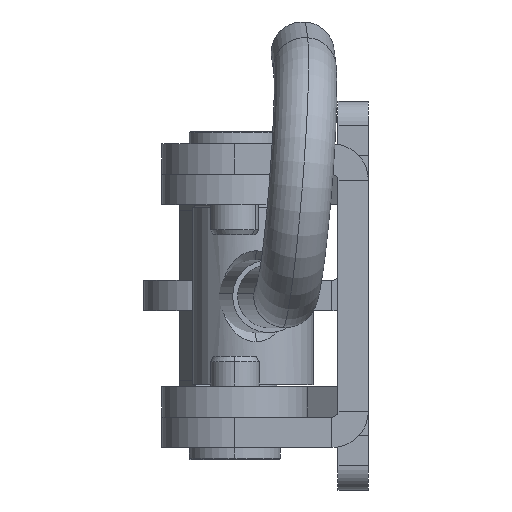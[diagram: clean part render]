
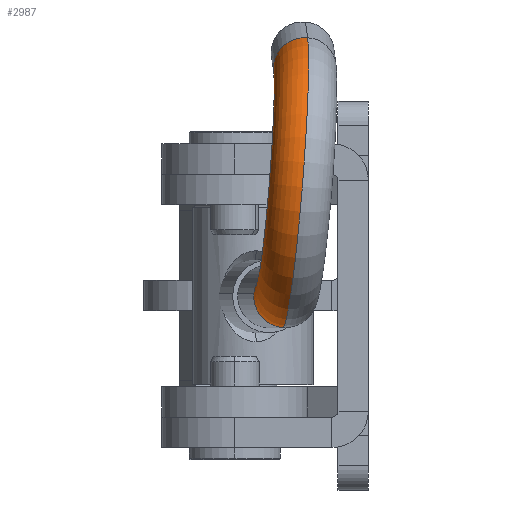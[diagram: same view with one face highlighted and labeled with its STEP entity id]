
A CAD part, left-side view. The second image highlights one B-rep face of the part: STEP entity #2987.
In plain terms, the highlighted toroidal (fillet/blend) face has major radius 9.59 mm and minor radius 2.59 mm.
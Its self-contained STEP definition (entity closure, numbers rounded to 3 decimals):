
#104 = EDGE_LOOP ( 'NONE', ( #3730, #2977, #1570, #2301, #229 ) ) ;
#229 = ORIENTED_EDGE ( 'NONE', *, *, #3315, .T. ) ;
#255 = EDGE_CURVE ( 'NONE', #1034, #1482, #3136, .T. ) ;
#315 = CARTESIAN_POINT ( 'NONE',  ( -18.853, 60.482, 0. ) ) ;
#503 = CIRCLE ( 'NONE', #4115, 2.59 ) ;
#557 = DIRECTION ( 'NONE',  ( 0., 0., 1. ) ) ;
#602 = AXIS2_PLACEMENT_3D ( 'NONE', #2336, #2320, #2302 ) ;
#686 = CARTESIAN_POINT ( 'NONE',  ( 0., 58., 0. ) ) ;
#797 = CIRCLE ( 'NONE', #4071, 2.59 ) ;
#890 = CARTESIAN_POINT ( 'NONE',  ( -9.59, 58., 0. ) ) ;
#922 = EDGE_CURVE ( 'NONE', #3997, #1482, #797, .T. ) ;
#1034 = VERTEX_POINT ( 'NONE', #1817 ) ;
#1141 = CARTESIAN_POINT ( 'NONE',  ( -16.351, 59.812, 0. ) ) ;
#1157 = VERTEX_POINT ( 'NONE', #1986 ) ;
#1255 = CARTESIAN_POINT ( 'NONE',  ( -21.355, 61.152, 0. ) ) ;
#1434 = EDGE_CURVE ( 'NONE', #1157, #1034, #3964, .T. ) ;
#1482 = VERTEX_POINT ( 'NONE', #1255 ) ;
#1570 = ORIENTED_EDGE ( 'NONE', *, *, #922, .F. ) ;
#1630 = CARTESIAN_POINT ( 'NONE',  ( -2.59, 58., 0. ) ) ;
#1771 = VERTEX_POINT ( 'NONE', #1630 ) ;
#1789 = DIRECTION ( 'NONE',  ( 1., 0., 0. ) ) ;
#1817 = CARTESIAN_POINT ( 'NONE',  ( 2.59, 58., 0. ) ) ;
#1884 = CARTESIAN_POINT ( 'NONE',  ( -9.59, 58., 0. ) ) ;
#1986 = CARTESIAN_POINT ( 'NONE',  ( 0., 58., 2.59 ) ) ;
#2036 = EDGE_CURVE ( 'NONE', #1771, #3997, #3736, .T. ) ;
#2106 = DIRECTION ( 'NONE',  ( 0., 1., 0. ) ) ;
#2248 = AXIS2_PLACEMENT_3D ( 'NONE', #890, #557, #2427 ) ;
#2301 = ORIENTED_EDGE ( 'NONE', *, *, #2036, .F. ) ;
#2302 = DIRECTION ( 'NONE',  ( 1., 0., 0. ) ) ;
#2320 = DIRECTION ( 'NONE',  ( 0., 0., 1. ) ) ;
#2336 = CARTESIAN_POINT ( 'NONE',  ( -9.59, 58., 0. ) ) ;
#2427 = DIRECTION ( 'NONE',  ( 1., 0., 0. ) ) ;
#2515 = AXIS2_PLACEMENT_3D ( 'NONE', #1884, #3603, #1789 ) ;
#2622 = DIRECTION ( 'NONE',  ( 0., 1., 0. ) ) ;
#2641 = DIRECTION ( 'NONE',  ( 0., 0., 1. ) ) ;
#2977 = ORIENTED_EDGE ( 'NONE', *, *, #255, .T. ) ;
#2987 = ADVANCED_FACE ( 'NONE', ( #3393 ), #3352, .T. ) ;
#3105 = DIRECTION ( 'NONE',  ( 0., 0., 1. ) ) ;
#3136 = CIRCLE ( 'NONE', #2515, 12.18 ) ;
#3313 = DIRECTION ( 'NONE',  ( -0.259, -0.966, 0. ) ) ;
#3315 = EDGE_CURVE ( 'NONE', #1771, #1157, #503, .T. ) ;
#3352 = TOROIDAL_SURFACE ( 'NONE', #2248, 9.59, 2.59 ) ;
#3393 = FACE_OUTER_BOUND ( 'NONE', #104, .T. ) ;
#3603 = DIRECTION ( 'NONE',  ( 0., 0., 1. ) ) ;
#3730 = ORIENTED_EDGE ( 'NONE', *, *, #1434, .T. ) ;
#3736 = CIRCLE ( 'NONE', #602, 7. ) ;
#3830 = DIRECTION ( 'NONE',  ( 0., 0., 1. ) ) ;
#3921 = AXIS2_PLACEMENT_3D ( 'NONE', #3956, #2106, #3105 ) ;
#3956 = CARTESIAN_POINT ( 'NONE',  ( 0., 58., 0. ) ) ;
#3964 = CIRCLE ( 'NONE', #3921, 2.59 ) ;
#3997 = VERTEX_POINT ( 'NONE', #1141 ) ;
#4071 = AXIS2_PLACEMENT_3D ( 'NONE', #315, #3313, #3830 ) ;
#4115 = AXIS2_PLACEMENT_3D ( 'NONE', #686, #2622, #2641 ) ;
